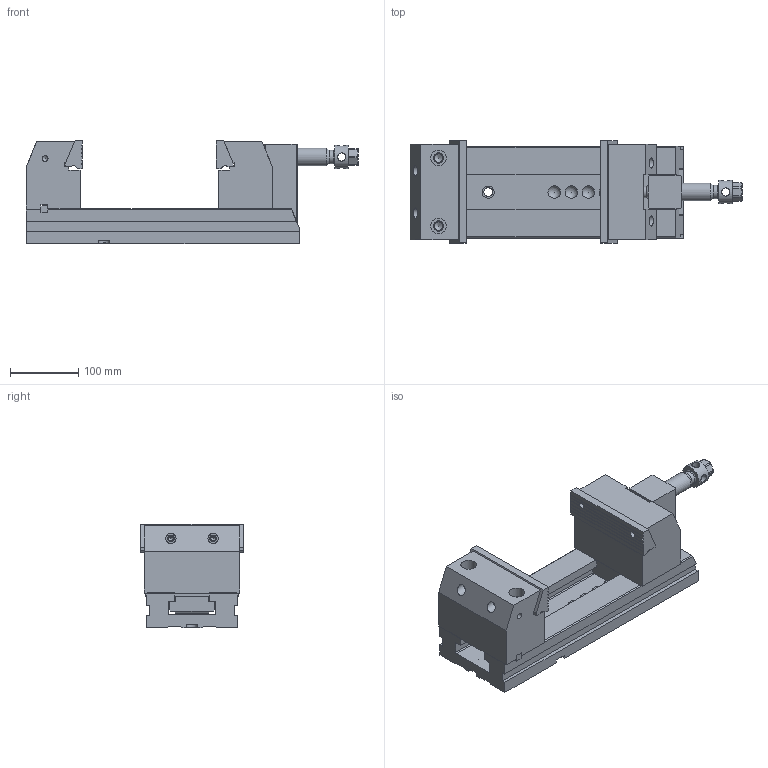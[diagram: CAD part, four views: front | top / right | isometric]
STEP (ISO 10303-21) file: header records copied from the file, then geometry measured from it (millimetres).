
FILE_DESCRIPTION(/* description */ (''),/* implementation_level */ '2;1');
FILE_NAME(/* name */ '300_150_Mordaza.stp',/* time_stamp */ '2016-06-30T17:20:20+02:00',/* author */ (''),/* organization */ (''),/* preprocessor_version */ 'ST-DEVELOPER v15',/* originating_system */ 'SIEMENS PLM Software NX 9.0',/* authorisation */ '');
FILE_SCHEMA (('CONFIG_CONTROL_DESIGN'));
Length unit declared in the file: millimetre
Products named in the file (1): 300_150_Mordaza
Bounding box: 488 x 150 x 152.1 mm (x, y, z)
Volume: 4227398.7 mm3; surface area: 507026.2 mm2
Topology: 12 solids, 12 shells, 441 faces, 1201 edges, 796 vertices
Faces by surface type: plane 286, cylinder 99, cone 35, torus 10, sphere 10, bspline 1
Full cylindrical faces by diameter (mm): 4.2 x1, 5.188 x5, 6.985 x4, 8.782 x6, 9.7 x2, 10 x2, 10.579 x4, 12 x4, 12.376 x2, 13 x6, 15 x6, 16 x2, 16.5 x1, 18 x2, 19 x4, 20 x3, 21.25 x1, 23 x2, 26 x1, 30 x2, 33.8 x1, 34 x3
Entity records: 13147 total; most frequent: CARTESIAN_POINT 2583, DIRECTION 2134, ORIENTED_EDGE 2016, EDGE_CURVE 1008, VERTEX_POINT 734, AXIS2_PLACEMENT_3D 726, LINE 682, VECTOR 682
